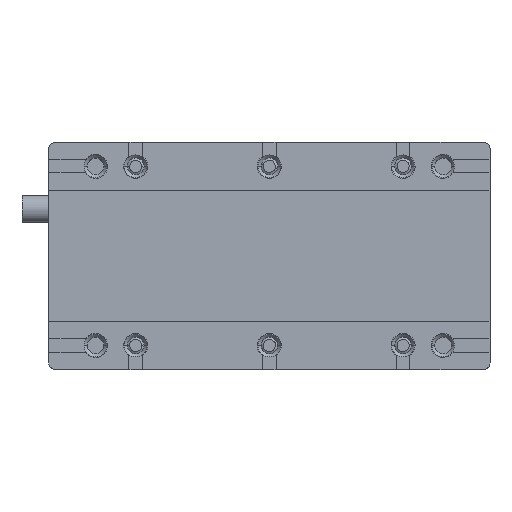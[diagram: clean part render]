
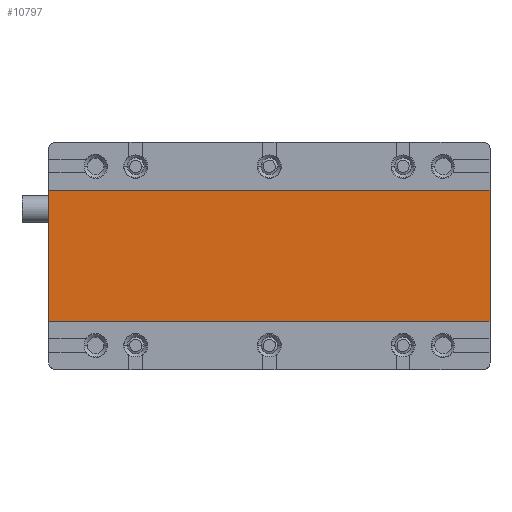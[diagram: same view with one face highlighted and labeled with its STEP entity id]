
A CAD part, top view. The second image highlights one B-rep face of the part: STEP entity #10797.
In plain terms, the highlighted planar face has unit normal (0, 0, 1).
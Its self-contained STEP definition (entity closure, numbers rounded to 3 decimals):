
#1509 = CARTESIAN_POINT ( 'NONE',  ( -14.3, 4.9, 5.4 ) ) ;
#3528 = ORIENTED_EDGE ( 'NONE', *, *, #7912, .T. ) ;
#4169 = LINE ( 'NONE', #30996, #26533 ) ;
#4443 = VERTEX_POINT ( 'NONE', #1509 ) ;
#5041 = CARTESIAN_POINT ( 'NONE',  ( -14.3, -4.9, 5.4 ) ) ;
#5256 = ORIENTED_EDGE ( 'NONE', *, *, #30157, .T. ) ;
#5323 = DIRECTION ( 'NONE',  ( 0., 1., 0. ) ) ;
#5342 = PLANE ( 'NONE',  #23944 ) ;
#6217 = DIRECTION ( 'NONE',  ( 1., 0., 0. ) ) ;
#6233 = VERTEX_POINT ( 'NONE', #18758 ) ;
#7262 = VECTOR ( 'NONE', #25979, 1000. ) ;
#7912 = EDGE_CURVE ( 'NONE', #6233, #23907, #24360, .T. ) ;
#10338 = CARTESIAN_POINT ( 'NONE',  ( 18.7, 8.5, 5.4 ) ) ;
#10797 = ADVANCED_FACE ( 'NONE', ( #35237 ), #5342, .T. ) ;
#14377 = EDGE_LOOP ( 'NONE', ( #25424, #32340, #3528, #5256 ) ) ;
#14656 = CARTESIAN_POINT ( 'NONE',  ( 0., 0., 5.4 ) ) ;
#15009 = LINE ( 'NONE', #22409, #7262 ) ;
#18758 = CARTESIAN_POINT ( 'NONE',  ( 18.7, -4.9, 5.4 ) ) ;
#18762 = EDGE_CURVE ( 'NONE', #4443, #35228, #15009, .T. ) ;
#22232 = CARTESIAN_POINT ( 'NONE',  ( -11., -4.9, 5.4 ) ) ;
#22386 = LINE ( 'NONE', #22232, #31970 ) ;
#22409 = CARTESIAN_POINT ( 'NONE',  ( -14.3, 4.9, 5.4 ) ) ;
#22535 = EDGE_CURVE ( 'NONE', #35228, #6233, #22386, .T. ) ;
#23907 = VERTEX_POINT ( 'NONE', #27776 ) ;
#23944 = AXIS2_PLACEMENT_3D ( 'NONE', #14656, #30709, #6217 ) ;
#24360 = LINE ( 'NONE', #10338, #31020 ) ;
#24939 = DIRECTION ( 'NONE',  ( 1., 0., 0. ) ) ;
#25424 = ORIENTED_EDGE ( 'NONE', *, *, #18762, .T. ) ;
#25979 = DIRECTION ( 'NONE',  ( 0., -1., 0. ) ) ;
#26533 = VECTOR ( 'NONE', #31536, 1000. ) ;
#27776 = CARTESIAN_POINT ( 'NONE',  ( 18.7, 4.9, 5.4 ) ) ;
#30157 = EDGE_CURVE ( 'NONE', #23907, #4443, #4169, .T. ) ;
#30709 = DIRECTION ( 'NONE',  ( 0., 0., 1. ) ) ;
#30996 = CARTESIAN_POINT ( 'NONE',  ( -11., 4.9, 5.4 ) ) ;
#31020 = VECTOR ( 'NONE', #5323, 1000. ) ;
#31536 = DIRECTION ( 'NONE',  ( -1., 0., 0. ) ) ;
#31970 = VECTOR ( 'NONE', #24939, 1000. ) ;
#32340 = ORIENTED_EDGE ( 'NONE', *, *, #22535, .T. ) ;
#35228 = VERTEX_POINT ( 'NONE', #5041 ) ;
#35237 = FACE_OUTER_BOUND ( 'NONE', #14377, .T. ) ;
